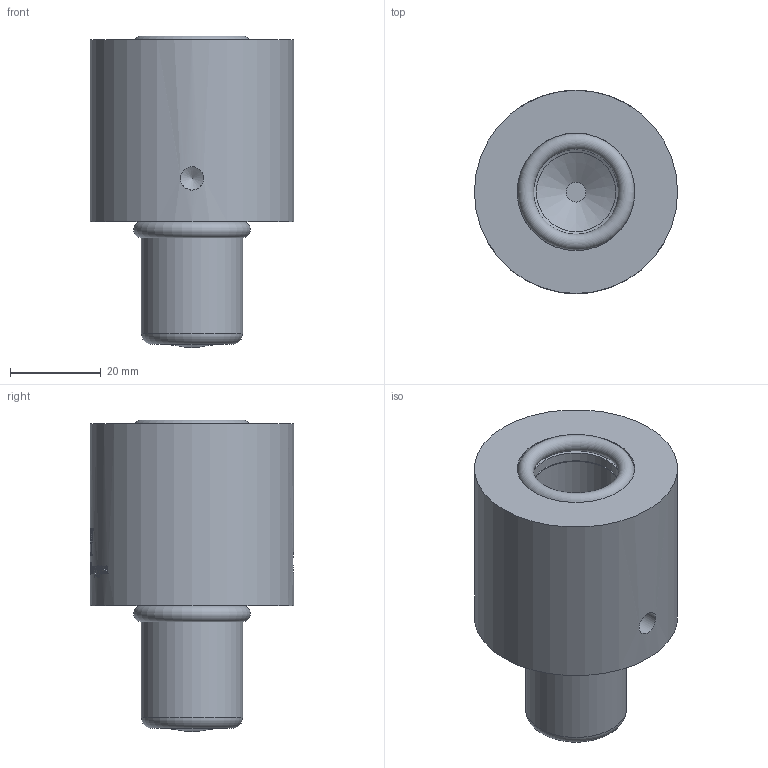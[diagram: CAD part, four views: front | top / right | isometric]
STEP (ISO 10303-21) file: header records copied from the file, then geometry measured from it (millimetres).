
FILE_DESCRIPTION(('STEP AP214'),'1');
FILE_NAME('00CYL-0036-01_A1 (Cylinder Neck UnionExtender Assembly, 34-16 Port).stp','2021-02-05T22:01:20',(' '),(' '),'Spatial InterOp 3D',' ',' ');
FILE_SCHEMA(('AUTOMOTIVE_DESIGN { 1 0 10303 214 1 1 1 1 }'));
Length unit declared in the file: inch
Products named in the file (8): 00CYL-0036-01$A1 (Cylinder Neck Union/Extender Assembly, 3/4-16 Port); [00CYL-0036-00$A1 [Copy w/ Text]]; 09025-0003-00 [Filter Disk, SS Mesh, Ø.250 x .032, 105 micron) [Genesis 13500-250-105]; 09054-M403-05 (Spacer, Round, Ø6.35mm[.250] OD x Ø4.4mm[.173] ID x 3mm[.118] L, Brass) [Harwin R40-6000302]; 0RG10-0202-00[=A] (Set-Screw, Hollow) [PLM RG10-0202-00]; 00VEN-0019-00 (Dust Cap, Ø 3/4 id x 1h, Black (SAE-8); 09001-0210-90 (O-ring, Viton, 2-210, V90); 09001-3908-70 (O-ring, EPDM, 3-908 (SAE-8), E70)
Assembly tree (8 placements, depth 2):
  00CYL-0036-01$A1 (Cylinder Neck Union/Extender Assembly, 3/4-16 Port)
    [00CYL-0036-00$A1 [Copy w/ Text]]
    09025-0003-00 [Filter Disk, SS Mesh, Ø.250 x .032, 105 micron) [Genesis 13500-250-105]
    09054-M403-05 (Spacer, Round, Ø6.35mm[.250] OD x Ø4.4mm[.173] ID x 3mm[.118] L, Brass) [Harwin R40-6000302]
    0RG10-0202-00[=A] (Set-Screw, Hollow) [PLM RG10-0202-00]
    00VEN-0019-00 (Dust Cap, Ø 3/4 id x 1h, Black (SAE-8)
    09001-0210-90 (O-ring, Viton, 2-210, V90)  x2
    09001-3908-70 (O-ring, EPDM, 3-908 (SAE-8), E70)
Bounding box: 44.7 x 44.7 x 68.61 mm (x, y, z)
Volume: 63036.1 mm3; surface area: 18968.5 mm2
Topology: 8 solids, 8 shells, 1154 faces, 3336 edges, 2219 vertices
Faces by surface type: plane 1085, cylinder 45, cone 15, torus 7, bspline 1, sphere 1
Full cylindrical faces by diameter (mm): 2.362 x1, 4.366 x1, 4.4 x1, 5.159 x1, 6.35 x2, 6.909 x1, 7.938 x2, 9.525 x1, 9.922 x1, 11.112 x1, 16.764 x1, 17.462 x1, 19.05 x3, 19.431 x1, 22.25 x1, 25.857 x1, 44.704 x1
Entity records: 48266 total; most frequent: DIRECTION 7664, CARTESIAN_POINT 6735, ORIENTED_EDGE 6544, EDGE_CURVE 3272, AXIS2_PLACEMENT_3D 3236, VERTEX_POINT 2199, ELLIPSE 1932, EDGE_LOOP 1224
